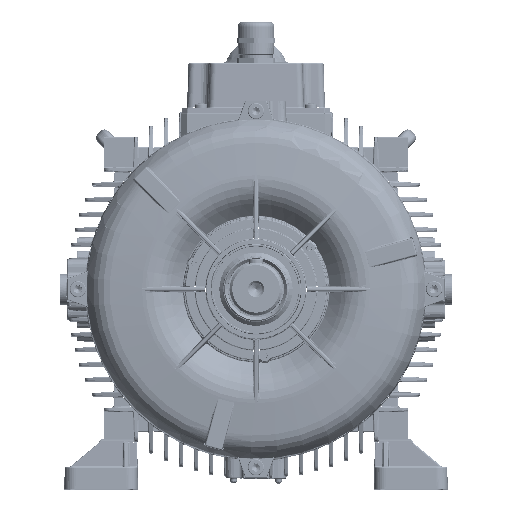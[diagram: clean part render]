
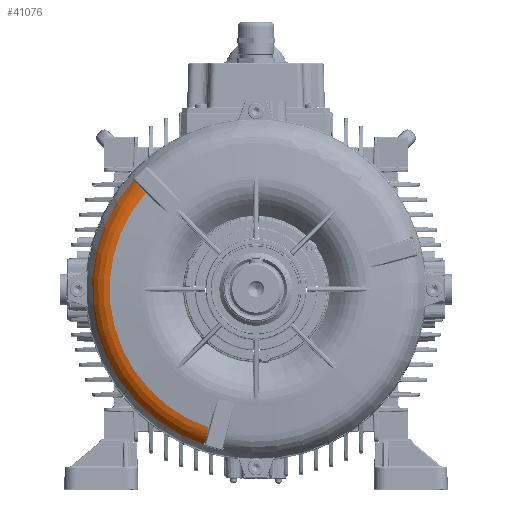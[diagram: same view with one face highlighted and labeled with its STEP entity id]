
A CAD part, top view. The second image highlights one B-rep face of the part: STEP entity #41076.
In plain terms, the highlighted toroidal (fillet/blend) face has major radius 115.18 mm and minor radius 18.5 mm.
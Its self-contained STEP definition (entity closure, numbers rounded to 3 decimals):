
#12663=B_SPLINE_CURVE_WITH_KNOTS('',3,(#316436,#316437,#316438,#316439),
 .UNSPECIFIED.,.F.,.F.,(4,4),(0.,1.),.UNSPECIFIED.);
#12664=B_SPLINE_CURVE_WITH_KNOTS('',3,(#316441,#316442,#316443,#316444),
 .UNSPECIFIED.,.F.,.F.,(4,4),(0.,1.),.UNSPECIFIED.);
#12665=B_SPLINE_CURVE_WITH_KNOTS('',3,(#316448,#316449,#316450,#316451),
 .UNSPECIFIED.,.F.,.F.,(4,4),(0.,1.),.UNSPECIFIED.);
#12666=B_SPLINE_CURVE_WITH_KNOTS('',3,(#316453,#316454,#316455,#316456),
 .UNSPECIFIED.,.F.,.F.,(4,4),(0.,1.),.UNSPECIFIED.);
#41076=ADVANCED_FACE('',(#49601),#42397,.T.);
#42397=TOROIDAL_SURFACE('',#162990,115.179,18.5);
#49601=FACE_OUTER_BOUND('',#58171,.T.);
#58171=EDGE_LOOP('',(#94044,#94045,#94046,#94047,#94048,#94049));
#94044=ORIENTED_EDGE('',*,*,#136320,.T.);
#94045=ORIENTED_EDGE('',*,*,#136321,.T.);
#94046=ORIENTED_EDGE('',*,*,#136322,.T.);
#94047=ORIENTED_EDGE('',*,*,#136323,.T.);
#94048=ORIENTED_EDGE('',*,*,#136324,.T.);
#94049=ORIENTED_EDGE('',*,*,#136095,.F.);
#112554=VERTEX_POINT('',#314817);
#112555=VERTEX_POINT('',#314819);
#112767=VERTEX_POINT('',#316440);
#112768=VERTEX_POINT('',#316445);
#112769=VERTEX_POINT('',#316447);
#112770=VERTEX_POINT('',#316452);
#136095=EDGE_CURVE('',#112554,#112555,#146191,.T.);
#136320=EDGE_CURVE('',#112554,#112767,#12663,.T.);
#136321=EDGE_CURVE('',#112767,#112768,#12664,.T.);
#136322=EDGE_CURVE('',#112768,#112769,#146229,.T.);
#136323=EDGE_CURVE('',#112769,#112770,#12665,.T.);
#136324=EDGE_CURVE('',#112770,#112555,#12666,.T.);
#146191=CIRCLE('',#162918,131.201);
#146229=CIRCLE('',#162989,117.113);
#162918=AXIS2_PLACEMENT_3D('',#314818,#203753,#203754);
#162989=AXIS2_PLACEMENT_3D('',#316446,#203936,#203937);
#162990=AXIS2_PLACEMENT_3D('',#316457,#203938,#203939);
#203753=DIRECTION('',(0.,0.,-1.));
#203754=DIRECTION('',(0.,1.,0.));
#203936=DIRECTION('',(0.,0.,-1.));
#203937=DIRECTION('',(0.,1.,0.));
#203938=DIRECTION('',(0.,0.,-1.));
#203939=DIRECTION('',(0.,1.,0.));
#314817=CARTESIAN_POINT('',(-41.35,-124.514,-21.75));
#314818=CARTESIAN_POINT('',(0.,0.,-21.75));
#314819=CARTESIAN_POINT('',(-98.068,87.157,-21.75));
#316436=CARTESIAN_POINT('',(-41.35,-124.514,-21.75));
#316437=CARTESIAN_POINT('',(-41.528,-124.1,-21.166));
#316438=CARTESIAN_POINT('',(-41.55,-123.68,-20.564));
#316439=CARTESIAN_POINT('',(-41.427,-123.259,-19.973));
#316440=CARTESIAN_POINT('',(-41.427,-123.259,-19.973));
#316441=CARTESIAN_POINT('',(-41.427,-123.259,-19.973));
#316442=CARTESIAN_POINT('',(-40.57,-120.316,-15.848));
#316443=CARTESIAN_POINT('',(-39.302,-115.72,-13.137));
#316444=CARTESIAN_POINT('',(-37.988,-110.781,-12.601));
#316445=CARTESIAN_POINT('',(-37.988,-110.781,-12.601));
#316446=CARTESIAN_POINT('',(0.,0.,
-12.601));
#316447=CARTESIAN_POINT('',(-88.289,76.945,-12.601));
#316448=CARTESIAN_POINT('',(-88.289,76.945,-12.601));
#316449=CARTESIAN_POINT('',(-91.896,80.565,-13.137));
#316450=CARTESIAN_POINT('',(-95.293,83.912,-15.848));
#316451=CARTESIAN_POINT('',(-97.506,86.032,-19.973));
#316452=CARTESIAN_POINT('',(-97.506,86.032,-19.973));
#316453=CARTESIAN_POINT('',(-97.506,86.032,-19.973));
#316454=CARTESIAN_POINT('',(-97.824,86.336,-20.565));
#316455=CARTESIAN_POINT('',(-98.014,86.71,-21.166));
#316456=CARTESIAN_POINT('',(-98.068,87.157,-21.75));
#316457=CARTESIAN_POINT('',(0.,0.,
-31.));
